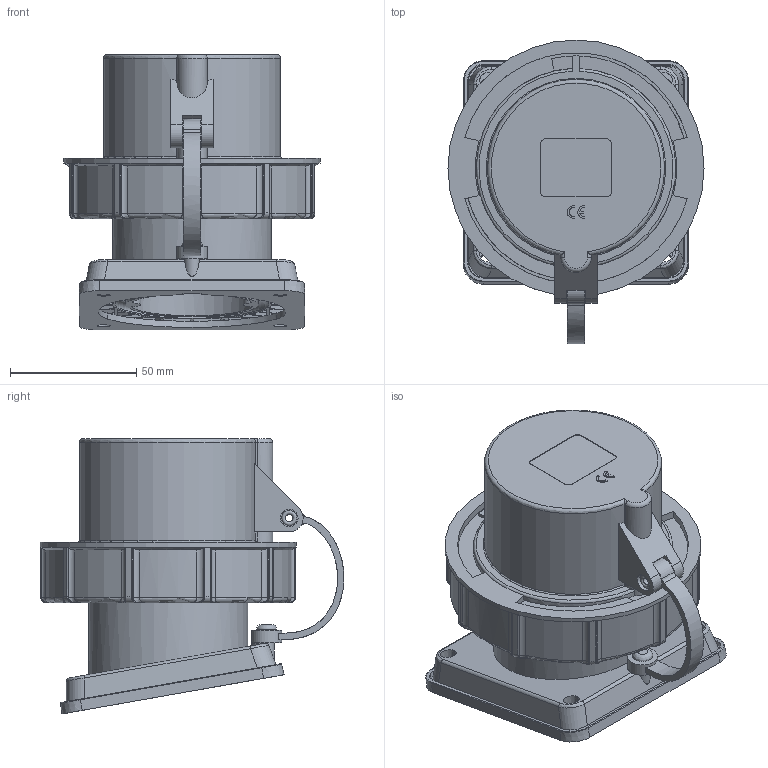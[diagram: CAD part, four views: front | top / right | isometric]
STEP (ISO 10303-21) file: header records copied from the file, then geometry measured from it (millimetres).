
FILE_DESCRIPTION(/* description */ (''),/* implementation_level */ '2;1');
FILE_NAME(/* name */ '2703.stp',/* time_stamp */ '2023-10-26T08:58:54+02:00',/* author */ ('massmann'),/* organization */ (''),/* preprocessor_version */ 'ST-DEVELOPER v17',/* originating_system */ 'Autodesk Inventor 2018',/* authorisation */ '');
FILE_SCHEMA (('AUTOMOTIVE_DESIGN { 1 0 10303 214 3 1 1 }'));
Length unit declared in the file: millimetre
Products named in the file (1): 2703
Bounding box: 101.5 x 120.41 x 109.31 mm (x, y, z)
Volume: 424118 mm3; surface area: 84423.8 mm2
Topology: 2 solids, 11 shells, 1241 faces, 3289 edges, 2120 vertices
Faces by surface type: plane 662, bspline 267, cylinder 227, torus 58, cone 27
Full cylindrical faces by diameter (mm): 1 x2, 3 x1, 4 x1, 4.3 x3, 5 x3, 6 x3, 6.4 x1, 7 x6, 7.2 x1, 10 x1, 12 x1, 63 x1, 73.6 x1, 75.6 x1, 101.5 x1
Entity records: 45082 total; most frequent: CARTESIAN_POINT 14535, ORIENTED_EDGE 6538, DIRECTION 5335, EDGE_CURVE 3269, VERTEX_POINT 2120, AXIS2_PLACEMENT_3D 1787, LINE 1761, VECTOR 1761
